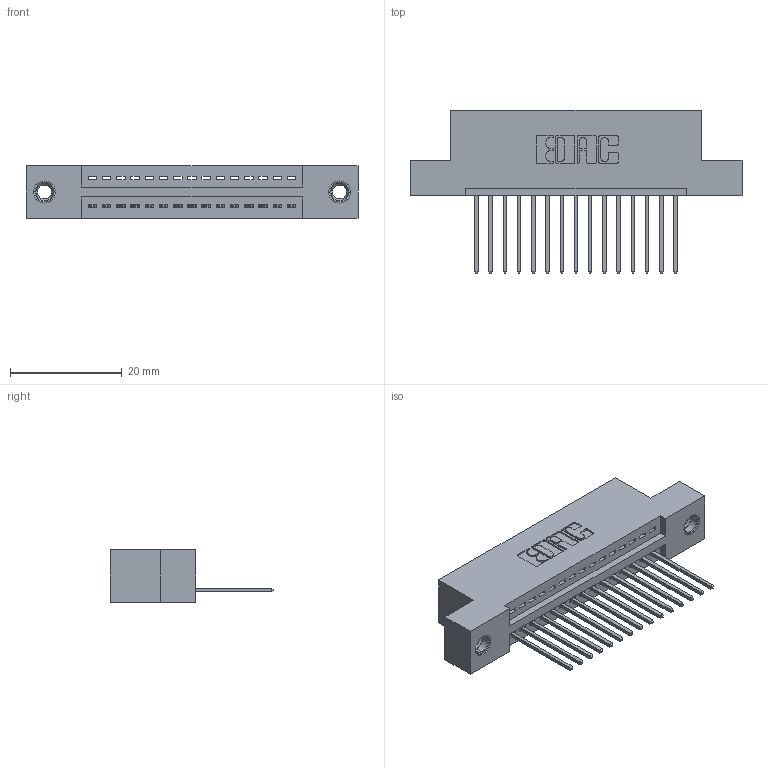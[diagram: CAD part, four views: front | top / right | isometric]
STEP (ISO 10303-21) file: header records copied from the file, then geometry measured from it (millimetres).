
FILE_DESCRIPTION (( 'STEP AP203' ), '1' );
FILE_NAME ('395-015-540-107.STEP', '2018-11-06T13:00:35', ( '' ), ( '' ), 'SwSTEP 2.0', 'SolidWorks 2016', '' );
FILE_SCHEMA (( 'CONFIG_CONTROL_DESIGN' ));
Length unit declared in the file: inch
Products named in the file (4): 345 Part_Flush Mounting Lugs - 0.156 Dia-TI; 345-250-001_345-250-005-103; 395-015-540-107; 345-292-001_345-293-140
Assembly tree (18 placements, depth 2):
  395-015-540-107
    345 Part_Flush Mounting Lugs - 0.156 Dia-TI
    345-292-001_345-293-140  x15
    345-250-001_345-250-005-103  x2
Bounding box: 59.31 x 29.13 x 9.4 mm (x, y, z)
Volume: 5418.9 mm3; surface area: 7012.9 mm2
Topology: 18 solids, 18 shells, 1056 faces, 3117 edges, 2050 vertices
Faces by surface type: plane 712, cylinder 328, cone 12, torus 4
Entity records: 16128 total; most frequent: CARTESIAN_POINT 2776, ORIENTED_EDGE 2718, DIRECTION 2491, EDGE_CURVE 1359, LINE 1147, VECTOR 1147, VERTEX_POINT 900, AXIS2_PLACEMENT_3D 672
